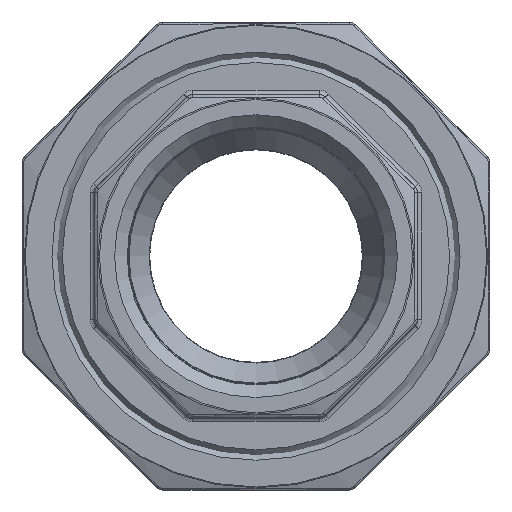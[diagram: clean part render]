
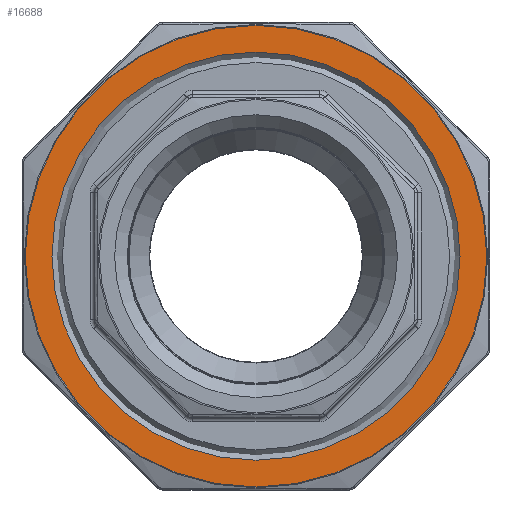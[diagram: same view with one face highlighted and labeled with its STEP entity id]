
A CAD part, left-side view. The second image highlights one B-rep face of the part: STEP entity #16688.
In plain terms, the highlighted planar face has unit normal (-1, 0, 0).
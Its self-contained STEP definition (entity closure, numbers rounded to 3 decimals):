
#453 = EDGE_CURVE ( 'NONE', #12854, #12854, #19679, .T. ) ;
#2131 = EDGE_LOOP ( 'NONE', ( #14077 ) ) ;
#2862 = CARTESIAN_POINT ( 'NONE',  ( -11.5, 0., -24. ) ) ;
#4121 = DIRECTION ( 'NONE',  ( 0., 0., -1. ) ) ;
#4188 = FACE_OUTER_BOUND ( 'NONE', #2131, .T. ) ;
#5718 = VERTEX_POINT ( 'NONE', #7313 ) ;
#5940 = DIRECTION ( 'NONE',  ( 0., 0., 1. ) ) ;
#6272 = FACE_BOUND ( 'NONE', #18948, .T. ) ;
#6308 = CIRCLE ( 'NONE', #14952, 27.147 ) ;
#7313 = CARTESIAN_POINT ( 'NONE',  ( -11.5, 0., 27.147 ) ) ;
#7337 = DIRECTION ( 'NONE',  ( -1., 0., 0. ) ) ;
#8928 = AXIS2_PLACEMENT_3D ( 'NONE', #14013, #12383, #4121 ) ;
#9177 = DIRECTION ( 'NONE',  ( 0., 0., 1. ) ) ;
#10822 = DIRECTION ( 'NONE',  ( -1., 0., 0. ) ) ;
#12383 = DIRECTION ( 'NONE',  ( 1., 0., 0. ) ) ;
#12854 = VERTEX_POINT ( 'NONE', #2862 ) ;
#14013 = CARTESIAN_POINT ( 'NONE',  ( -11.5, 0., 0. ) ) ;
#14077 = ORIENTED_EDGE ( 'NONE', *, *, #20117, .T. ) ;
#14952 = AXIS2_PLACEMENT_3D ( 'NONE', #20769, #7337, #9177 ) ;
#15172 = ORIENTED_EDGE ( 'NONE', *, *, #453, .T. ) ;
#16688 = ADVANCED_FACE ( 'NONE', ( #4188, #6272 ), #19181, .T. ) ;
#18914 = AXIS2_PLACEMENT_3D ( 'NONE', #20684, #10822, #5940 ) ;
#18948 = EDGE_LOOP ( 'NONE', ( #15172 ) ) ;
#19181 = PLANE ( 'NONE',  #18914 ) ;
#19679 = CIRCLE ( 'NONE', #8928, 24. ) ;
#20117 = EDGE_CURVE ( 'NONE', #5718, #5718, #6308, .T. ) ;
#20684 = CARTESIAN_POINT ( 'NONE',  ( -11.5, 37.92, 0. ) ) ;
#20769 = CARTESIAN_POINT ( 'NONE',  ( -11.5, 0., 0. ) ) ;
